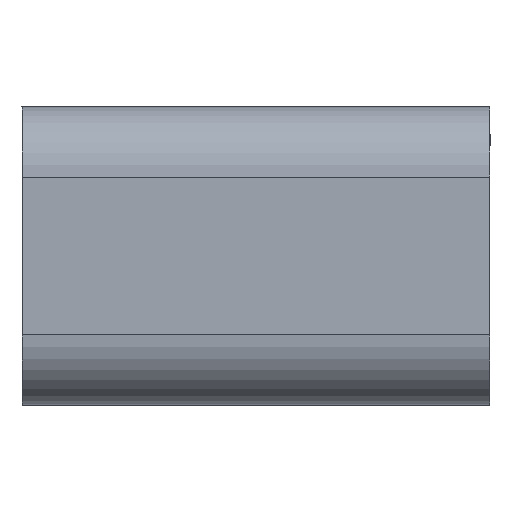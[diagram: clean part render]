
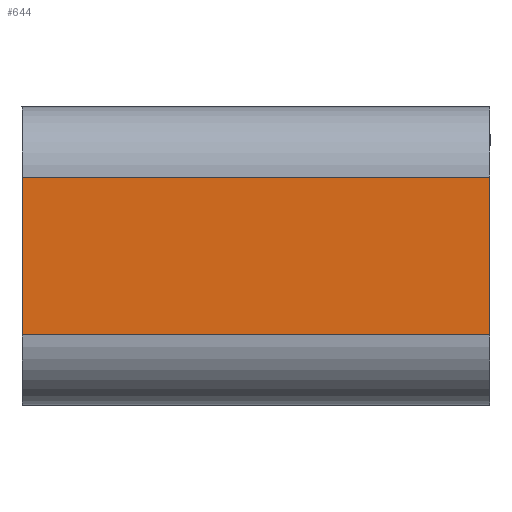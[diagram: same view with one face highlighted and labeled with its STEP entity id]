
A CAD part, front view. The second image highlights one B-rep face of the part: STEP entity #644.
In plain terms, the highlighted planar face has unit normal (0, -1, 0).
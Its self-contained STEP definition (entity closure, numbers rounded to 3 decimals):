
#42=PLANE('',#714);
#70=FACE_OUTER_BOUND('',#113,.T.);
#113=EDGE_LOOP('',(#558,#559,#560,#561));
#133=LINE('',#934,#197);
#158=LINE('',#1012,#222);
#178=LINE('',#1060,#242);
#179=LINE('',#1062,#243);
#197=VECTOR('',#748,10.);
#222=VECTOR('',#817,10.);
#242=VECTOR('',#867,10.);
#243=VECTOR('',#870,10.);
#290=VERTEX_POINT('',#931);
#291=VERTEX_POINT('',#933);
#321=VERTEX_POINT('',#1009);
#322=VERTEX_POINT('',#1011);
#351=EDGE_CURVE('',#291,#290,#133,.T.);
#390=EDGE_CURVE('',#321,#322,#158,.T.);
#415=EDGE_CURVE('',#291,#321,#178,.T.);
#416=EDGE_CURVE('',#322,#290,#179,.T.);
#558=ORIENTED_EDGE('',*,*,#415,.F.);
#559=ORIENTED_EDGE('',*,*,#351,.T.);
#560=ORIENTED_EDGE('',*,*,#416,.F.);
#561=ORIENTED_EDGE('',*,*,#390,.F.);
#644=ADVANCED_FACE('',(#70),#42,.T.);
#714=AXIS2_PLACEMENT_3D('',#1061,#868,#869);
#748=DIRECTION('',(0.,0.,-1.));
#817=DIRECTION('',(0.,0.,-1.));
#867=DIRECTION('',(1.,0.,0.));
#868=DIRECTION('center_axis',(0.,-1.,0.));
#869=DIRECTION('ref_axis',(0.,0.,-1.));
#870=DIRECTION('',(-1.,0.,0.));
#931=CARTESIAN_POINT('',(5.986,-40.73,-456.788));
#933=CARTESIAN_POINT('',(5.986,-40.73,-450.038));
#934=CARTESIAN_POINT('',(5.986,-40.73,-455.725));
#1009=CARTESIAN_POINT('',(25.986,-40.73,-450.038));
#1011=CARTESIAN_POINT('',(25.986,-40.73,-456.788));
#1012=CARTESIAN_POINT('',(25.986,-40.73,-451.725));
#1060=CARTESIAN_POINT('',(5.986,-40.73,-450.038));
#1061=CARTESIAN_POINT('Origin',(5.986,-40.73,-454.413));
#1062=CARTESIAN_POINT('',(12.686,-40.73,-456.788));
